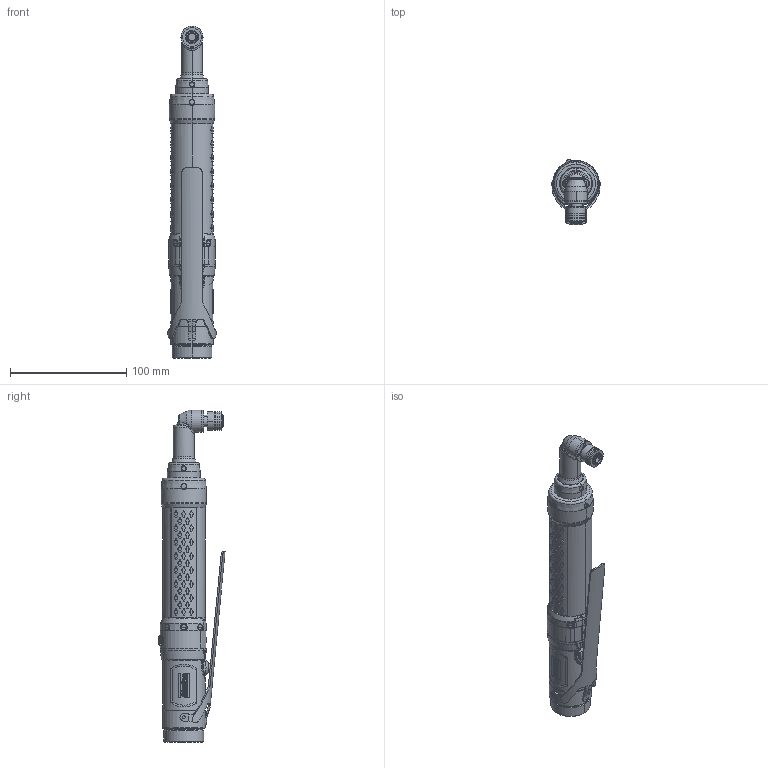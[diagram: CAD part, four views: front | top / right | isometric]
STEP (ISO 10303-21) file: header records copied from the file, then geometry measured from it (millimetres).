
FILE_DESCRIPTION((''),'2;1');
FILE_NAME('EXT_COMP_SW0012','2021-07-23T10:05:19',('INEVDh'),(''),'CREO PARAMETRIC BY PTC INC, 2020281','CREO PARAMETRIC BY PTC INC, 2020281','');
FILE_SCHEMA(('CONFIG_CONTROL_DESIGN'));
Products named in the file (1): EXT_COMP_SW0012
Bounding box: 42.25 x 56.77 x 285.04 mm (x, y, z)
Volume: 266971.5 mm3; surface area: 49128.2 mm2
Topology: 2 solids, 10 shells, 2499 faces, 6698 edges, 4225 vertices
Faces by surface type: bspline 1406, cylinder 403, plane 364, cone 155, torus 134, sphere 31, extrusion 6
Entity records: 172433 total; most frequent: CARTESIAN_POINT 120570, ORIENTED_EDGE 13334, DIRECTION 6713, EDGE_CURVE 6667, VERTEX_POINT 4225, B_SPLINE_CURVE_WITH_KNOTS 3422, EDGE_LOOP 2652, FACE_OUTER_BOUND 2499
